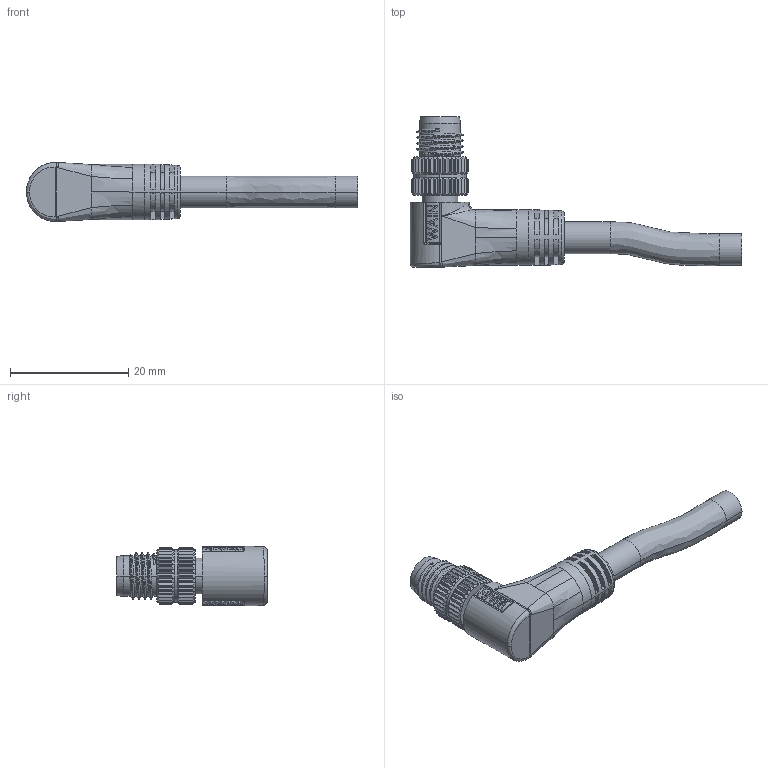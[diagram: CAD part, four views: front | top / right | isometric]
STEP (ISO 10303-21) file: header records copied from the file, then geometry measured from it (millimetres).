
FILE_DESCRIPTION((''),'2;1');
FILE_NAME('5555','2021-11-26T',('zh.su'),(''),'PRO/ENGINEER BY PARAMETRIC TECHNOLOGY CORPORATION, 2012480','PRO/ENGINEER BY PARAMETRIC TECHNOLOGY CORPORATION, 2012480','');
FILE_SCHEMA(('CONFIG_CONTROL_DESIGN'));
Length unit declared in the file: millimetre
Products named in the file (1): 5555
Bounding box: 56 x 25.45 x 10 mm (x, y, z)
Volume: 3299.1 mm3; surface area: 2410.1 mm2
Topology: 1 solids, 1 shells, 504 faces, 1372 edges, 894 vertices
Faces by surface type: plane 285, cylinder 141, bspline 52, cone 10, torus 8, sphere 8
Entity records: 21463 total; most frequent: CARTESIAN_POINT 9930, ORIENTED_EDGE 2728, DIRECTION 1885, EDGE_CURVE 1364, VERTEX_POINT 894, AXIS2_PLACEMENT_3D 684, B_SPLINE_CURVE_WITH_KNOTS 615, EDGE_LOOP 536
